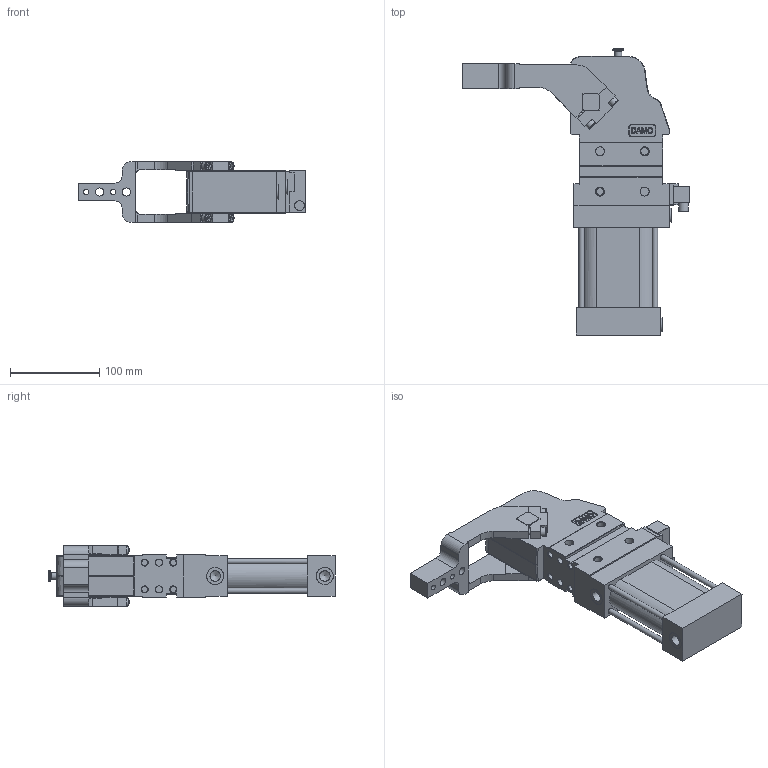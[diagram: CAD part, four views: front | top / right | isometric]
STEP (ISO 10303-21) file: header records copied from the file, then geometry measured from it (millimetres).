
FILE_DESCRIPTION (( 'STEP AP203' ), '1' );
FILE_NAME ('DMCA50A10SE.STEP', '2019-07-12T08:37:46', ( 'User' ), ( 'Far123' ), 'SwSTEP 2.0', 'SolidWorks 2016', '' );
FILE_SCHEMA (( 'CONFIG_CONTROL_DESIGN' ));
Length unit declared in the file: millimetre
Products named in the file (1): DMCA50A10SE
Bounding box: 254.5 x 319.99 x 69 mm (x, y, z)
Volume: 1361381.3 mm3; surface area: 159928.7 mm2
Topology: 2 solids, 6 shells, 613 faces, 1519 edges, 949 vertices
Faces by surface type: plane 397, cylinder 115, cone 51, bspline 50
Full cylindrical faces by diameter (mm): 5 x5, 6 x10, 6.5 x4, 6.8 x8, 8 x5, 8.2 x1, 8.5 x4, 9 x2, 10 x6, 11 x1, 11.8 x2, 12 x1, 16 x2, 19 x2, 25 x1, 25.2 x1
Entity records: 40403 total; most frequent: CARTESIAN_POINT 26770, ORIENTED_EDGE 2784, DIRECTION 2553, EDGE_CURVE 1392, VECTOR 969, LINE 969, VERTEX_POINT 914, AXIS2_PLACEMENT_3D 792
